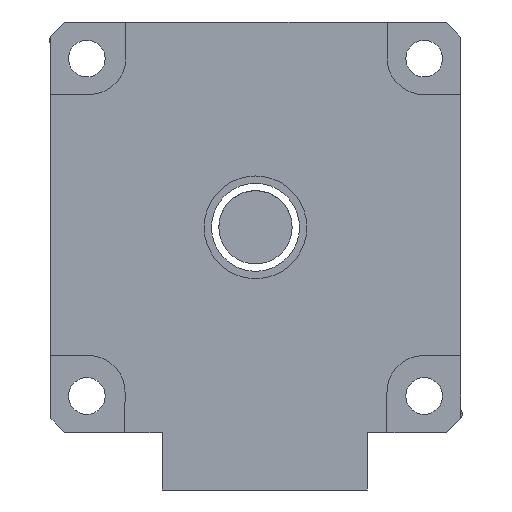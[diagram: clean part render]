
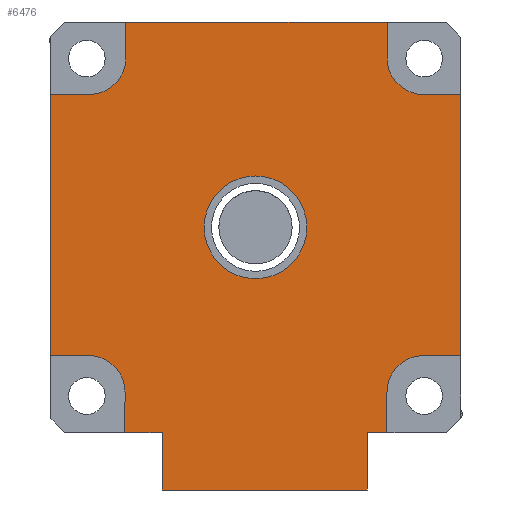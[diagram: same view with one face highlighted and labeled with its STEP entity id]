
A CAD part, front view. The second image highlights one B-rep face of the part: STEP entity #6476.
In plain terms, the highlighted face is planar.
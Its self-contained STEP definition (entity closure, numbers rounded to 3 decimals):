
#3522=CARTESIAN_POINT('',(0.,0.,0.));
#3523=DIRECTION('',(0.,0.,-1.));
#3524=DIRECTION('',(-1.,0.,0.));
#3525=AXIS2_PLACEMENT_3D('',#3522,#3523,#3524);
#3527=CARTESIAN_POINT('',(0.,0.,0.));
#3528=DIRECTION('',(0.,0.,-1.));
#3529=DIRECTION('',(1.,0.,0.));
#3530=AXIS2_PLACEMENT_3D('',#3527,#3528,#3529);
#3532=DIRECTION('',(0.,1.,0.));
#3533=VECTOR('',#3532,17.796);
#3534=CARTESIAN_POINT('',(-14.,-8.744,0.));
#3535=LINE('',#3534,#3533);
#3536=DIRECTION('',(1.,0.,0.));
#3537=VECTOR('',#3536,2.535);
#3538=CARTESIAN_POINT('',(-14.,-8.744,0.));
#3539=LINE('',#3538,#3537);
#3540=CARTESIAN_POINT('',(-11.464,-11.244,0.));
#3541=DIRECTION('',(0.,0.,-1.));
#3542=DIRECTION('',(0.,1.,0.));
#3543=AXIS2_PLACEMENT_3D('',#3540,#3541,#3542);
#3545=DIRECTION('',(0.,-1.,0.));
#3546=VECTOR('',#3545,2.756);
#3547=CARTESIAN_POINT('',(-8.964,-11.244,0.));
#3548=LINE('',#3547,#3546);
#3549=DIRECTION('',(-1.,0.,0.));
#3550=VECTOR('',#3549,1.335);
#3551=CARTESIAN_POINT('',(-7.629,-14.,0.));
#3552=LINE('',#3551,#3550);
#3553=DIRECTION('',(-1.,0.,0.));
#3554=VECTOR('',#3553,2.531);
#3555=CARTESIAN_POINT('',(8.902,-14.,0.));
#3556=LINE('',#3555,#3554);
#3557=CARTESIAN_POINT('',(11.395,-11.236,0.));
#3558=DIRECTION('',(0.,0.,-1.));
#3559=DIRECTION('',(-1.,0.,0.));
#3560=AXIS2_PLACEMENT_3D('',#3557,#3558,#3559);
#3562=DIRECTION('',(0.,-1.,0.));
#3563=VECTOR('',#3562,17.796);
#3564=CARTESIAN_POINT('',(14.,9.061,0.));
#3565=LINE('',#3564,#3563);
#3566=DIRECTION('',(-1.,0.,0.));
#3567=VECTOR('',#3566,2.664);
#3568=CARTESIAN_POINT('',(14.,9.061,0.));
#3569=LINE('',#3568,#3567);
#3570=CARTESIAN_POINT('',(11.335,11.561,0.));
#3571=DIRECTION('',(0.,0.,-1.));
#3572=DIRECTION('',(0.,-1.,0.));
#3573=AXIS2_PLACEMENT_3D('',#3570,#3571,#3572);
#3575=DIRECTION('',(0.,1.,0.));
#3576=VECTOR('',#3575,2.446);
#3577=CARTESIAN_POINT('',(8.835,11.554,0.));
#3578=LINE('',#3577,#3576);
#3579=DIRECTION('',(1.,0.,0.));
#3580=VECTOR('',#3579,17.806);
#3581=CARTESIAN_POINT('',(-8.971,14.,0.));
#3582=LINE('',#3581,#3580);
#3583=DIRECTION('',(0.,-1.,0.));
#3584=VECTOR('',#3583,2.448);
#3585=CARTESIAN_POINT('',(-8.971,14.,0.));
#3586=LINE('',#3585,#3584);
#3587=CARTESIAN_POINT('',(-11.471,11.552,0.));
#3588=DIRECTION('',(0.,0.,-1.));
#3589=DIRECTION('',(1.,0.,0.));
#3590=AXIS2_PLACEMENT_3D('',#3587,#3588,#3589);
#3592=DIRECTION('',(-1.,0.,0.));
#3593=VECTOR('',#3592,2.53);
#3594=CARTESIAN_POINT('',(-11.47,9.052,0.));
#3595=LINE('',#3594,#3593);
#3681=DIRECTION('',(0.,1.,0.));
#3682=VECTOR('',#3681,3.909);
#3683=CARTESIAN_POINT('',(-7.629,-17.909,0.));
#3684=LINE('',#3683,#3682);
#3711=DIRECTION('',(-1.,0.,0.));
#3712=VECTOR('',#3711,14.);
#3713=CARTESIAN_POINT('',(6.371,-17.909,0.));
#3714=LINE('',#3713,#3712);
#3735=DIRECTION('',(0.,-1.,0.));
#3736=VECTOR('',#3735,3.909);
#3737=CARTESIAN_POINT('',(6.371,-14.,0.));
#3738=LINE('',#3737,#3736);
#4096=DIRECTION('',(-1.,0.,0.));
#4097=VECTOR('',#4096,2.606);
#4098=CARTESIAN_POINT('',(14.,-8.736,0.));
#4099=LINE('',#4098,#4097);
#4104=CARTESIAN_POINT('',(11.395,-11.236,0.));
#4105=DIRECTION('',(0.,0.,1.));
#4106=DIRECTION('',(-1.,0.,0.));
#4107=AXIS2_PLACEMENT_3D('',#4104,#4105,#4106);
#4130=DIRECTION('',(0.002,-1.,0.));
#4131=VECTOR('',#4130,2.758);
#4132=CARTESIAN_POINT('',(8.895,-11.242,0.));
#4133=LINE('',#4132,#4131);
#4397=CARTESIAN_POINT('',(6.371,-17.909,0.));
#4398=VERTEX_POINT('',#4397);
#4399=CARTESIAN_POINT('',(-7.629,-17.909,0.));
#4400=VERTEX_POINT('',#4399);
#4401=CARTESIAN_POINT('',(8.895,-11.236,0.));
#4402=CARTESIAN_POINT('',(8.895,-11.242,0.));
#4403=VERTEX_POINT('',#4401);
#4404=VERTEX_POINT('',#4402);
#4405=CARTESIAN_POINT('',(11.394,-8.736,0.));
#4406=VERTEX_POINT('',#4405);
#4407=CARTESIAN_POINT('',(11.336,9.061,0.));
#4408=CARTESIAN_POINT('',(8.835,11.554,0.));
#4409=VERTEX_POINT('',#4407);
#4410=VERTEX_POINT('',#4408);
#4411=CARTESIAN_POINT('',(-8.971,11.552,0.));
#4412=CARTESIAN_POINT('',(-11.47,9.052,0.));
#4413=VERTEX_POINT('',#4411);
#4414=VERTEX_POINT('',#4412);
#4415=CARTESIAN_POINT('',(-11.465,-8.744,0.));
#4416=CARTESIAN_POINT('',(-8.964,-11.244,0.));
#4417=VERTEX_POINT('',#4415);
#4418=VERTEX_POINT('',#4416);
#4419=CARTESIAN_POINT('',(-3.5,0.,0.));
#4420=CARTESIAN_POINT('',(3.5,0.,0.));
#4421=VERTEX_POINT('',#4419);
#4422=VERTEX_POINT('',#4420);
#4647=CARTESIAN_POINT('',(-14.,-8.744,0.));
#4648=CARTESIAN_POINT('',(-14.,9.052,0.));
#4649=VERTEX_POINT('',#4647);
#4650=VERTEX_POINT('',#4648);
#4651=CARTESIAN_POINT('',(-8.971,14.,0.));
#4652=CARTESIAN_POINT('',(8.835,14.,0.));
#4653=VERTEX_POINT('',#4651);
#4654=VERTEX_POINT('',#4652);
#4655=CARTESIAN_POINT('',(14.,9.061,0.));
#4656=CARTESIAN_POINT('',(14.,-8.736,0.));
#4657=VERTEX_POINT('',#4655);
#4658=VERTEX_POINT('',#4656);
#4659=CARTESIAN_POINT('',(8.902,-14.,0.));
#4660=CARTESIAN_POINT('',(6.371,-14.,0.));
#4661=VERTEX_POINT('',#4659);
#4662=VERTEX_POINT('',#4660);
#4663=CARTESIAN_POINT('',(-7.629,-14.,0.));
#4664=CARTESIAN_POINT('',(-8.964,-14.,0.));
#4665=VERTEX_POINT('',#4663);
#4666=VERTEX_POINT('',#4664);
#6424=CARTESIAN_POINT('',(13.664,-12.775,0.));
#6425=DIRECTION('',(0.,0.,-1.));
#6426=DIRECTION('',(-1.,0.,0.));
#6427=AXIS2_PLACEMENT_3D('',#6424,#6425,#6426);
#6428=PLANE('',#6427);
#6429=ORIENTED_EDGE('',*,*,#5162,.F.);
#6431=ORIENTED_EDGE('',*,*,#6430,.T.);
#6433=ORIENTED_EDGE('',*,*,#6432,.T.);
#6435=ORIENTED_EDGE('',*,*,#6434,.T.);
#6437=ORIENTED_EDGE('',*,*,#6436,.F.);
#6439=ORIENTED_EDGE('',*,*,#6438,.F.);
#6441=ORIENTED_EDGE('',*,*,#6440,.F.);
#6443=ORIENTED_EDGE('',*,*,#6442,.F.);
#6445=ORIENTED_EDGE('',*,*,#6444,.F.);
#6447=ORIENTED_EDGE('',*,*,#6446,.F.);
#6449=ORIENTED_EDGE('',*,*,#6448,.F.);
#6451=ORIENTED_EDGE('',*,*,#6450,.T.);
#6453=ORIENTED_EDGE('',*,*,#6452,.F.);
#6455=ORIENTED_EDGE('',*,*,#6454,.F.);
#6457=ORIENTED_EDGE('',*,*,#6456,.T.);
#6459=ORIENTED_EDGE('',*,*,#6458,.T.);
#6461=ORIENTED_EDGE('',*,*,#6460,.T.);
#6463=ORIENTED_EDGE('',*,*,#6462,.F.);
#6465=ORIENTED_EDGE('',*,*,#6464,.T.);
#6467=ORIENTED_EDGE('',*,*,#6466,.T.);
#6469=ORIENTED_EDGE('',*,*,#6468,.T.);
#6470=EDGE_LOOP('',(#6429,#6431,#6433,#6435,#6437,#6439,#6441,#6443,#6445,#6447,
#6449,#6451,#6453,#6455,#6457,#6459,#6461,#6463,#6465,#6467,#6469));
#6471=FACE_OUTER_BOUND('',#6470,.F.);
#6472=ORIENTED_EDGE('',*,*,#6417,.T.);
#6473=ORIENTED_EDGE('',*,*,#6404,.T.);
#6474=EDGE_LOOP('',(#6472,#6473));
#6475=FACE_BOUND('',#6474,.F.);
#6476=ADVANCED_FACE('',(#6471,#6475),#6428,.T.);
#3526=CIRCLE('',#3525,3.5);
#3531=CIRCLE('',#3530,3.5);
#3544=CIRCLE('',#3543,2.5);
#3561=CIRCLE('',#3560,2.5);
#3574=CIRCLE('',#3573,2.5);
#3591=CIRCLE('',#3590,2.5);
#4108=CIRCLE('',#4107,2.5);
#5162=EDGE_CURVE('',#4649,#4650,#3535,.T.);
#6404=EDGE_CURVE('',#4422,#4421,#3531,.T.);
#6417=EDGE_CURVE('',#4421,#4422,#3526,.T.);
#6430=EDGE_CURVE('',#4649,#4417,#3539,.T.);
#6432=EDGE_CURVE('',#4417,#4418,#3544,.T.);
#6434=EDGE_CURVE('',#4418,#4666,#3548,.T.);
#6436=EDGE_CURVE('',#4665,#4666,#3552,.T.);
#6438=EDGE_CURVE('',#4400,#4665,#3684,.T.);
#6440=EDGE_CURVE('',#4398,#4400,#3714,.T.);
#6442=EDGE_CURVE('',#4662,#4398,#3738,.T.);
#6444=EDGE_CURVE('',#4661,#4662,#3556,.T.);
#6446=EDGE_CURVE('',#4404,#4661,#4133,.T.);
#6448=EDGE_CURVE('',#4403,#4404,#4108,.T.);
#6450=EDGE_CURVE('',#4403,#4406,#3561,.T.);
#6452=EDGE_CURVE('',#4658,#4406,#4099,.T.);
#6454=EDGE_CURVE('',#4657,#4658,#3565,.T.);
#6456=EDGE_CURVE('',#4657,#4409,#3569,.T.);
#6458=EDGE_CURVE('',#4409,#4410,#3574,.T.);
#6460=EDGE_CURVE('',#4410,#4654,#3578,.T.);
#6462=EDGE_CURVE('',#4653,#4654,#3582,.T.);
#6464=EDGE_CURVE('',#4653,#4413,#3586,.T.);
#6466=EDGE_CURVE('',#4413,#4414,#3591,.T.);
#6468=EDGE_CURVE('',#4414,#4650,#3595,.T.);
